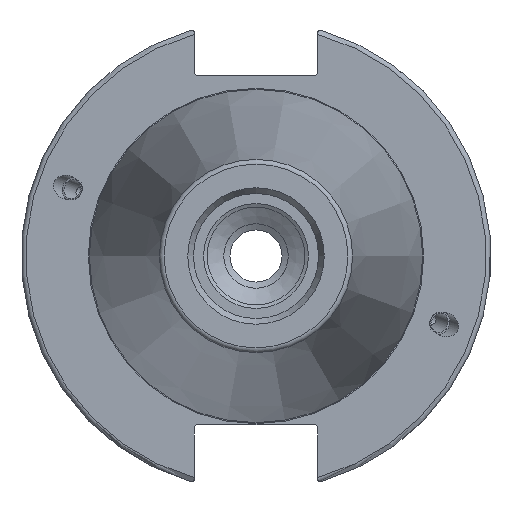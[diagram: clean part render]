
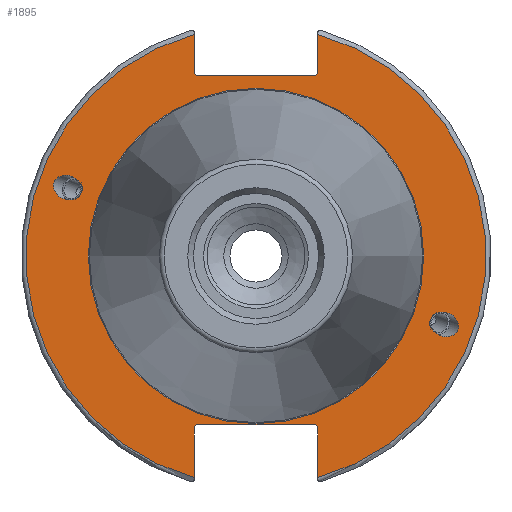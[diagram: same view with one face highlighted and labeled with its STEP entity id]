
A CAD part, left-side view. The second image highlights one B-rep face of the part: STEP entity #1895.
In plain terms, the highlighted planar face has unit normal (-1, 0, 0).
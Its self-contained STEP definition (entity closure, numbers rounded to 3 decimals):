
#31=ELLIPSE('',#2088,3.052,2.5);
#32=ELLIPSE('',#2122,3.052,2.5);
#45=PLANE('',#2132);
#103=FACE_BOUND('',#352,.T.);
#104=FACE_BOUND('',#353,.T.);
#105=FACE_BOUND('',#354,.T.);
#229=FACE_OUTER_BOUND('',#351,.T.);
#351=EDGE_LOOP('',(#1561,#1562,#1563,#1564,#1565,#1566,#1567,#1568,#1569,
#1570,#1571,#1572));
#352=EDGE_LOOP('',(#1573));
#353=EDGE_LOOP('',(#1574));
#354=EDGE_LOOP('',(#1575));
#459=LINE('',#3548,#563);
#460=LINE('',#3550,#564);
#461=LINE('',#3552,#565);
#462=LINE('',#3554,#566);
#463=LINE('',#3556,#567);
#464=LINE('',#3560,#568);
#465=LINE('',#3562,#569);
#466=LINE('',#3564,#570);
#467=LINE('',#3566,#571);
#468=LINE('',#3567,#572);
#563=VECTOR('',#2603,10.);
#564=VECTOR('',#2604,10.);
#565=VECTOR('',#2605,10.);
#566=VECTOR('',#2606,10.);
#567=VECTOR('',#2607,10.);
#568=VECTOR('',#2610,10.);
#569=VECTOR('',#2611,10.);
#570=VECTOR('',#2612,10.);
#571=VECTOR('',#2613,10.);
#572=VECTOR('',#2614,10.);
#712=CIRCLE('',#2130,35.125);
#714=CIRCLE('',#2133,48.213);
#715=CIRCLE('',#2134,48.213);
#835=VERTEX_POINT('',#3265);
#873=VERTEX_POINT('',#3524);
#878=VERTEX_POINT('',#3539);
#879=VERTEX_POINT('',#3544);
#880=VERTEX_POINT('',#3545);
#881=VERTEX_POINT('',#3547);
#882=VERTEX_POINT('',#3549);
#883=VERTEX_POINT('',#3551);
#884=VERTEX_POINT('',#3553);
#885=VERTEX_POINT('',#3555);
#886=VERTEX_POINT('',#3557);
#887=VERTEX_POINT('',#3559);
#888=VERTEX_POINT('',#3561);
#889=VERTEX_POINT('',#3563);
#890=VERTEX_POINT('',#3565);
#1065=EDGE_CURVE('',#835,#835,#31,.T.);
#1116=EDGE_CURVE('',#873,#873,#32,.T.);
#1123=EDGE_CURVE('',#878,#878,#712,.T.);
#1125=EDGE_CURVE('',#879,#880,#714,.T.);
#1126=EDGE_CURVE('',#879,#881,#459,.T.);
#1127=EDGE_CURVE('',#882,#881,#460,.T.);
#1128=EDGE_CURVE('',#882,#883,#461,.T.);
#1129=EDGE_CURVE('',#884,#883,#462,.T.);
#1130=EDGE_CURVE('',#884,#885,#463,.T.);
#1131=EDGE_CURVE('',#886,#885,#715,.T.);
#1132=EDGE_CURVE('',#886,#887,#464,.T.);
#1133=EDGE_CURVE('',#888,#887,#465,.T.);
#1134=EDGE_CURVE('',#888,#889,#466,.T.);
#1135=EDGE_CURVE('',#890,#889,#467,.T.);
#1136=EDGE_CURVE('',#890,#880,#468,.T.);
#1561=ORIENTED_EDGE('',*,*,#1125,.F.);
#1562=ORIENTED_EDGE('',*,*,#1126,.T.);
#1563=ORIENTED_EDGE('',*,*,#1127,.F.);
#1564=ORIENTED_EDGE('',*,*,#1128,.T.);
#1565=ORIENTED_EDGE('',*,*,#1129,.F.);
#1566=ORIENTED_EDGE('',*,*,#1130,.T.);
#1567=ORIENTED_EDGE('',*,*,#1131,.F.);
#1568=ORIENTED_EDGE('',*,*,#1132,.T.);
#1569=ORIENTED_EDGE('',*,*,#1133,.F.);
#1570=ORIENTED_EDGE('',*,*,#1134,.T.);
#1571=ORIENTED_EDGE('',*,*,#1135,.F.);
#1572=ORIENTED_EDGE('',*,*,#1136,.T.);
#1573=ORIENTED_EDGE('',*,*,#1065,.T.);
#1574=ORIENTED_EDGE('',*,*,#1116,.T.);
#1575=ORIENTED_EDGE('',*,*,#1123,.F.);
#1895=ADVANCED_FACE('',(#229,#103,#104,#105),#45,.T.);
#2088=AXIS2_PLACEMENT_3D('',#3267,#2493,#2494);
#2122=AXIS2_PLACEMENT_3D('',#3526,#2577,#2578);
#2130=AXIS2_PLACEMENT_3D('',#3541,#2595,#2596);
#2132=AXIS2_PLACEMENT_3D('',#3543,#2599,#2600);
#2133=AXIS2_PLACEMENT_3D('',#3546,#2601,#2602);
#2134=AXIS2_PLACEMENT_3D('',#3558,#2608,#2609);
#2493=DIRECTION('center_axis',(1.,0.,0.));
#2494=DIRECTION('ref_axis',(0.,-0.94,-0.342));
#2577=DIRECTION('center_axis',(1.,0.,0.));
#2578=DIRECTION('ref_axis',(0.,0.94,0.342));
#2595=DIRECTION('center_axis',(-1.,0.,0.));
#2596=DIRECTION('ref_axis',(0.,-1.,0.));
#2599=DIRECTION('center_axis',(-1.,0.,0.));
#2600=DIRECTION('ref_axis',(0.,0.,1.));
#2601=DIRECTION('center_axis',(1.,0.,0.));
#2602=DIRECTION('ref_axis',(0.,-1.,0.));
#2603=DIRECTION('',(0.,0.,-1.));
#2604=DIRECTION('',(0.,-0.707,0.707));
#2605=DIRECTION('',(0.,1.,0.));
#2606=DIRECTION('',(0.,-0.707,-0.707));
#2607=DIRECTION('',(0.,0.,1.));
#2608=DIRECTION('center_axis',(1.,0.,0.));
#2609=DIRECTION('ref_axis',(0.,1.,0.));
#2610=DIRECTION('',(0.,0.,1.));
#2611=DIRECTION('',(0.,0.707,-0.707));
#2612=DIRECTION('',(0.,-1.,0.));
#2613=DIRECTION('',(0.,0.707,0.707));
#2614=DIRECTION('',(0.,0.,-1.));
#3265=CARTESIAN_POINT('',(3.175,-36.599,-13.321));
#3267=CARTESIAN_POINT('Origin',(3.175,-39.467,-14.365));
#3524=CARTESIAN_POINT('',(3.175,36.599,13.321));
#3526=CARTESIAN_POINT('Origin',(3.175,39.467,14.365));
#3539=CARTESIAN_POINT('',(3.175,0.,35.125));
#3541=CARTESIAN_POINT('Origin',(3.175,0.,0.));
#3543=CARTESIAN_POINT('Origin',(3.175,49.213,0.));
#3544=CARTESIAN_POINT('',(3.175,-12.95,46.441));
#3545=CARTESIAN_POINT('',(3.175,-12.95,-46.441));
#3546=CARTESIAN_POINT('Origin',(3.175,0.,0.));
#3547=CARTESIAN_POINT('',(3.175,-12.95,38.219));
#3548=CARTESIAN_POINT('',(3.175,-12.95,18.86));
#3549=CARTESIAN_POINT('',(3.175,-12.45,37.719));
#3550=CARTESIAN_POINT('',(3.175,12.27,12.999));
#3551=CARTESIAN_POINT('',(3.175,12.45,37.719));
#3552=CARTESIAN_POINT('',(3.175,24.606,37.719));
#3553=CARTESIAN_POINT('',(3.175,12.95,38.219));
#3554=CARTESIAN_POINT('',(3.175,12.336,37.605));
#3555=CARTESIAN_POINT('',(3.175,12.95,46.441));
#3556=CARTESIAN_POINT('',(3.175,12.95,18.86));
#3557=CARTESIAN_POINT('',(3.175,12.95,-46.441));
#3558=CARTESIAN_POINT('Origin',(3.175,0.,0.));
#3559=CARTESIAN_POINT('',(3.175,12.95,-35.806));
#3560=CARTESIAN_POINT('',(3.175,12.95,-17.653));
#3561=CARTESIAN_POINT('',(3.175,12.45,-35.306));
#3562=CARTESIAN_POINT('',(3.175,12.939,-35.795));
#3563=CARTESIAN_POINT('',(3.175,-12.45,-35.306));
#3564=CARTESIAN_POINT('',(3.175,24.606,-35.306));
#3565=CARTESIAN_POINT('',(3.175,-12.95,-35.806));
#3566=CARTESIAN_POINT('',(3.175,11.667,-11.189));
#3567=CARTESIAN_POINT('',(3.175,-12.95,-17.653));
